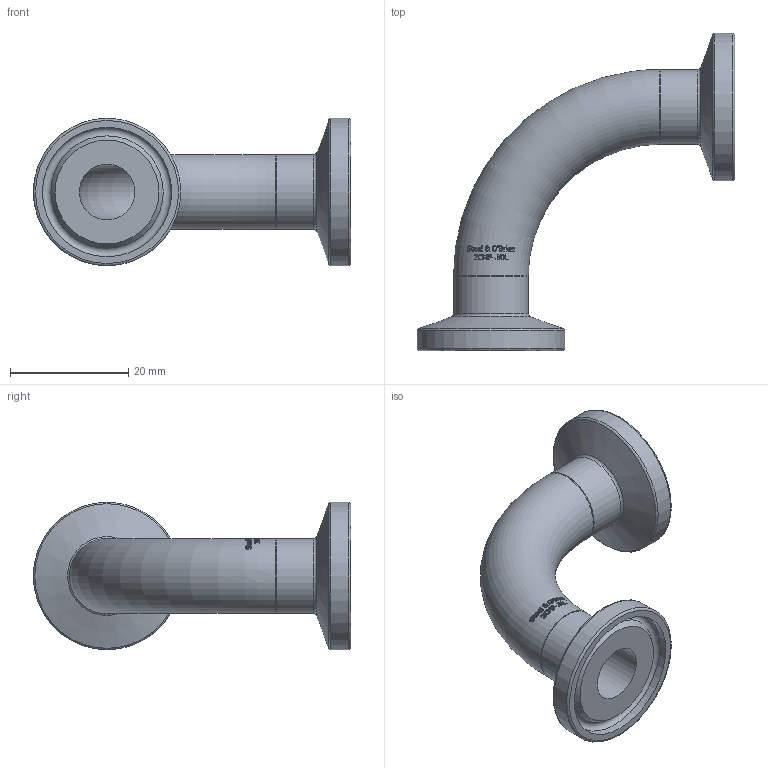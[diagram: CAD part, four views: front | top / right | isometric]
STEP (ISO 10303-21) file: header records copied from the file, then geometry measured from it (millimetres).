
FILE_DESCRIPTION(/* description */ (''),/* implementation_level */ '2;1');
FILE_NAME(/* name */ '2CMP-.50L.stp',/* time_stamp */ '2019-01-08T16:57:09-05:00',/* author */ ('rick'),/* organization */ (''),/* preprocessor_version */ 'ST-DEVELOPER v15.2',/* originating_system */ 'Autodesk Inventor 2014',/* authorisation */ '');
FILE_SCHEMA (('AUTOMOTIVE_DESIGN { 1 0 10303 214 3 1 1 }'));
Length unit declared in the file: inch
Products named in the file (1): 2CMP-.50L
Bounding box: 53.77 x 53.77 x 24.99 mm (x, y, z)
Volume: 6637.3 mm3; surface area: 6871.9 mm2
Topology: 1 solids, 1 shells, 378 faces, 993 edges, 656 vertices
Faces by surface type: bspline 179, plane 140, torus 47, cylinder 8, cone 4
Full cylindrical faces by diameter (mm): 9.398 x2, 12.7 x2, 21.895 x2, 24.994 x2
Entity records: 14809 total; most frequent: CARTESIAN_POINT 7227, ORIENTED_EDGE 1934, EDGE_CURVE 967, DIRECTION 779, VERTEX_POINT 656, B_SPLINE_CURVE_WITH_KNOTS 622, EDGE_LOOP 445, ADVANCED_FACE 378
